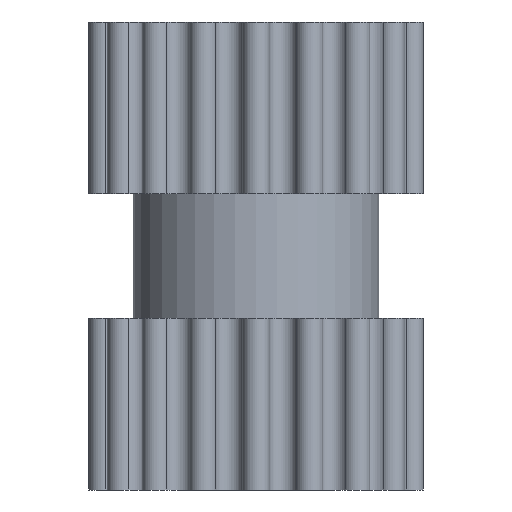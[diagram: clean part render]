
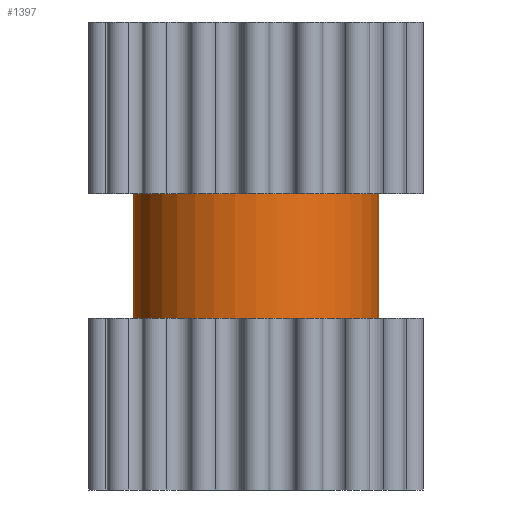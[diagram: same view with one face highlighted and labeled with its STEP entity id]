
A CAD part, front view. The second image highlights one B-rep face of the part: STEP entity #1397.
In plain terms, the highlighted cylindrical face has radius 0.787 mm (diameter 1.574 mm), a full revolution.
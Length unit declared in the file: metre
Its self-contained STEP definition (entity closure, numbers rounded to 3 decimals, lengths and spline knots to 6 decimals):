
#415=ORIENTED_EDGE('',*,*,#710,.F.);
#416=ORIENTED_EDGE('',*,*,#709,.T.);
#709=EDGE_CURVE('',#893,#893,#1041,.T.);
#710=EDGE_CURVE('',#894,#894,#1042,.T.);
#893=VERTEX_POINT('',#2423);
#894=VERTEX_POINT('',#2426);
#1041=CIRCLE('',#1560,0.000787);
#1042=CIRCLE('',#1562,0.000787);
#1158=EDGE_LOOP('',(#415));
#1159=EDGE_LOOP('',(#416));
#1242=FACE_BOUND('',#1158,.T.);
#1243=FACE_BOUND('',#1159,.T.);
#1320=CYLINDRICAL_SURFACE('',#1599,0.000787);
#1397=ADVANCED_FACE('',(#1242,#1243),#1320,.T.);
#1560=AXIS2_PLACEMENT_3D('',#2422,#1935,#1936);
#1562=AXIS2_PLACEMENT_3D('',#2425,#1939,#1940);
#1599=AXIS2_PLACEMENT_3D('',#2499,#2013,#2014);
#1935=DIRECTION('',(0.,0.,-1.));
#1936=DIRECTION('',(-1.,0.,0.));
#1939=DIRECTION('',(0.,0.,-1.));
#1940=DIRECTION('',(-1.,0.,0.));
#2013=DIRECTION('',(0.,0.,-1.));
#2014=DIRECTION('',(-1.,0.,0.));
#2422=CARTESIAN_POINT('',(0.,0.,0.0019));
#2423=CARTESIAN_POINT('',(-0.000787,0.,0.0019));
#2425=CARTESIAN_POINT('',(0.,0.,0.0011));
#2426=CARTESIAN_POINT('',(-0.000787,0.,0.0011));
#2499=CARTESIAN_POINT('',(0.,0.,0.0015));
